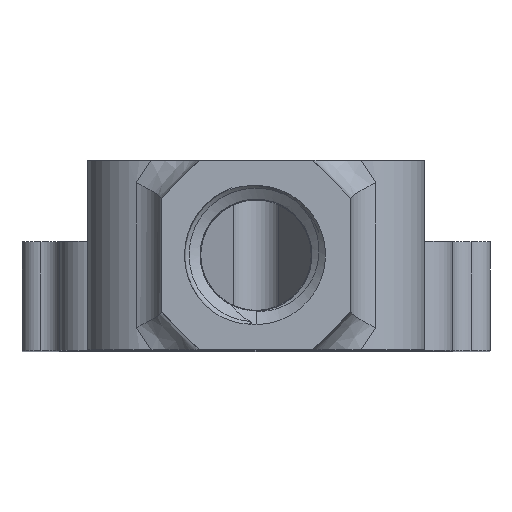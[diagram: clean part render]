
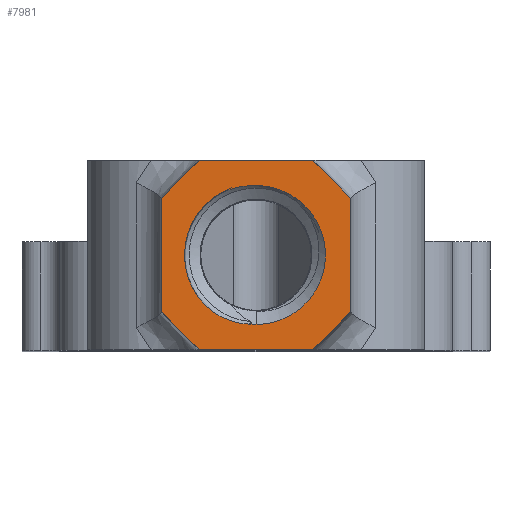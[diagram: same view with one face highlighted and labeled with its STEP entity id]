
A CAD part, top view. The second image highlights one B-rep face of the part: STEP entity #7981.
In plain terms, the highlighted planar face has unit normal (0, 0, 1).
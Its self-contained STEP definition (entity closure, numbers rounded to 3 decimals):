
#2106 = CARTESIAN_POINT ( 'NONE',  ( -9.595, 57.025, -55.459 ) ) ;
#2131 = DIRECTION ( 'NONE',  ( -0.707, 0.707, 0. ) ) ;
#2135 = CARTESIAN_POINT ( 'NONE',  ( -17.603, 59.025, -55.459 ) ) ;
#2141 = DIRECTION ( 'NONE',  ( -0.707, -0.707, 0. ) ) ;
#2153 = CARTESIAN_POINT ( 'NONE',  ( -14.998, 50.373, -55.459 ) ) ;
#2154 = CARTESIAN_POINT ( 'NONE',  ( -15.263, 50.383, -55.459 ) ) ;
#2155 = CARTESIAN_POINT ( 'NONE',  ( -14.599, 54.025, -55.459 ) ) ;
#2156 = DIRECTION ( 'NONE',  ( 0., 0., -1. ) ) ;
#2157 = DIRECTION ( 'NONE',  ( 0., -1., 0. ) ) ;
#2159 = CARTESIAN_POINT ( 'NONE',  ( -15.52, 50.425, -55.459 ) ) ;
#2160 = CARTESIAN_POINT ( 'NONE',  ( -16.024, 50.566, -55.459 ) ) ;
#2161 = CARTESIAN_POINT ( 'NONE',  ( -16.27, 50.667, -55.459 ) ) ;
#2162 = CARTESIAN_POINT ( 'NONE',  ( -16.729, 50.918, -55.459 ) ) ;
#2163 = CARTESIAN_POINT ( 'NONE',  ( -16.945, 51.07, -55.459 ) ) ;
#2164 = CARTESIAN_POINT ( 'NONE',  ( -17.338, 51.419, -55.459 ) ) ;
#2165 = CARTESIAN_POINT ( 'NONE',  ( -17.514, 51.614, -55.459 ) ) ;
#2166 = CARTESIAN_POINT ( 'NONE',  ( -17.667, 51.829, -55.459 ) ) ;
#2192 = CARTESIAN_POINT ( 'NONE',  ( -19.603, 60.027, -55.459 ) ) ;
#2193 = DIRECTION ( 'NONE',  ( 0., -1., 0. ) ) ;
#2393 = CARTESIAN_POINT ( 'NONE',  ( -9.595, 60.027, -55.459 ) ) ;
#2394 = DIRECTION ( 'NONE',  ( 0., 1., 0. ) ) ;
#2412 = CARTESIAN_POINT ( 'NONE',  ( -17.667, 56.222, -55.459 ) ) ;
#2413 = CARTESIAN_POINT ( 'NONE',  ( -17.513, 56.437, -55.459 ) ) ;
#2418 = CARTESIAN_POINT ( 'NONE',  ( -17.339, 56.631, -55.459 ) ) ;
#2419 = CARTESIAN_POINT ( 'NONE',  ( -16.948, 56.978, -55.459 ) ) ;
#2420 = CARTESIAN_POINT ( 'NONE',  ( -16.73, 57.132, -55.459 ) ) ;
#2421 = CARTESIAN_POINT ( 'NONE',  ( -16.272, 57.383, -55.459 ) ) ;
#2422 = CARTESIAN_POINT ( 'NONE',  ( -16.031, 57.482, -55.459 ) ) ;
#2423 = CARTESIAN_POINT ( 'NONE',  ( -15.522, 57.626, -55.459 ) ) ;
#2424 = CARTESIAN_POINT ( 'NONE',  ( -15.263, 57.667, -55.459 ) ) ;
#2425 = CARTESIAN_POINT ( 'NONE',  ( -14.998, 57.677, -55.459 ) ) ;
#2517 = CARTESIAN_POINT ( 'NONE',  ( -20.605, 59.025, -55.459 ) ) ;
#2518 = DIRECTION ( 'NONE',  ( -1., 0., 0. ) ) ;
#2572 = CARTESIAN_POINT ( 'NONE',  ( -20.605, 60.027, -55.459 ) ) ;
#2575 = PLANE ( 'NONE',  #5791 ) ;
#2576 = DIRECTION ( 'NONE',  ( 0., 0., 1. ) ) ;
#2577 = DIRECTION ( 'NONE',  ( 0., -1., 0. ) ) ;
#2999 = ORIENTED_EDGE ( 'NONE', *, *, #5148, .T. ) ;
#3000 = ORIENTED_EDGE ( 'NONE', *, *, #7928, .T. ) ;
#3001 = ORIENTED_EDGE ( 'NONE', *, *, #7865, .T. ) ;
#3002 = ORIENTED_EDGE ( 'NONE', *, *, #7869, .T. ) ;
#3003 = ORIENTED_EDGE ( 'NONE', *, *, #7902, .T. ) ;
#3004 = ORIENTED_EDGE ( 'NONE', *, *, #7903, .T. ) ;
#3005 = ORIENTED_EDGE ( 'NONE', *, *, #7898, .T. ) ;
#3006 = ORIENTED_EDGE ( 'NONE', *, *, #7908, .T. ) ;
#3007 = ORIENTED_EDGE ( 'NONE', *, *, #5055, .F. ) ;
#3008 = ORIENTED_EDGE ( 'NONE', *, *, #5056, .F. ) ;
#3009 = ORIENTED_EDGE ( 'NONE', *, *, #5057, .F. ) ;
#3010 = ORIENTED_EDGE ( 'NONE', *, *, #7923, .T. ) ;
#3011 = ORIENTED_EDGE ( 'NONE', *, *, #7894, .T. ) ;
#3012 = ORIENTED_EDGE ( 'NONE', *, *, #7941, .T. ) ;
#3133 = VERTEX_POINT ( 'NONE', #5239 ) ;
#3139 = VERTEX_POINT ( 'NONE', #5234 ) ;
#3145 = VERTEX_POINT ( 'NONE', #5277 ) ;
#3154 = VERTEX_POINT ( 'NONE', #5265 ) ;
#3157 = VERTEX_POINT ( 'NONE', #5268 ) ;
#3158 = VERTEX_POINT ( 'NONE', #5269 ) ;
#3165 = VERTEX_POINT ( 'NONE', #5286 ) ;
#3169 = VERTEX_POINT ( 'NONE', #5222 ) ;
#3257 = VERTEX_POINT ( 'NONE', #4845 ) ;
#3269 = VERTEX_POINT ( 'NONE', #5017 ) ;
#3270 = VERTEX_POINT ( 'NONE', #4869 ) ;
#3278 = VERTEX_POINT ( 'NONE', #4881 ) ;
#3284 = VERTEX_POINT ( 'NONE', #4902 ) ;
#3308 = VERTEX_POINT ( 'NONE', #4985 ) ;
#3349 = LINE ( 'NONE', #4904, #3353 ) ;
#3351 = LINE ( 'NONE', #4905, #3355 ) ;
#3352 = LINE ( 'NONE', #4907, #3357 ) ;
#3353 = VECTOR ( 'NONE', #4909, 1000. ) ;
#3355 = VECTOR ( 'NONE', #4895, 1000. ) ;
#3357 = VECTOR ( 'NONE', #4890, 1000. ) ;
#3416 = CIRCLE ( 'NONE', #5772, 3.674 ) ;
#4816 = EDGE_LOOP ( 'NONE', ( #3005, #3006, #3007, #3008, #3009, #3010, #3011, #3012 ) ) ;
#4845 = CARTESIAN_POINT ( 'NONE',  ( -9.595, 57.025, -55.459 ) ) ;
#4869 = CARTESIAN_POINT ( 'NONE',  ( -19.603, 51.025, -55.459 ) ) ;
#4881 = CARTESIAN_POINT ( 'NONE',  ( -17.603, 49.025, -55.459 ) ) ;
#4890 = DIRECTION ( 'NONE',  ( -0.707, -0.707, 0. ) ) ;
#4895 = DIRECTION ( 'NONE',  ( -1., 0., 0. ) ) ;
#4902 = CARTESIAN_POINT ( 'NONE',  ( -11.595, 49.025, -55.459 ) ) ;
#4904 = CARTESIAN_POINT ( 'NONE',  ( -17.402, 48.824, -55.459 ) ) ;
#4905 = CARTESIAN_POINT ( 'NONE',  ( -25.901, 49.025, -55.459 ) ) ;
#4907 = CARTESIAN_POINT ( 'NONE',  ( -9.394, 51.227, -55.459 ) ) ;
#4909 = DIRECTION ( 'NONE',  ( -0.707, 0.707, 0. ) ) ;
#4985 = CARTESIAN_POINT ( 'NONE',  ( -9.595, 51.025, -55.459 ) ) ;
#5017 = CARTESIAN_POINT ( 'NONE',  ( -14.998, 50.373, -55.459 ) ) ;
#5055 = EDGE_CURVE ( 'NONE', #3278, #3270, #3349, .T. ) ;
#5056 = EDGE_CURVE ( 'NONE', #3284, #3278, #3351, .T. ) ;
#5057 = EDGE_CURVE ( 'NONE', #3308, #3284, #3352, .T. ) ;
#5148 = EDGE_CURVE ( 'NONE', #3158, #3157, #6881, .T. ) ;
#5222 = CARTESIAN_POINT ( 'NONE',  ( -11.595, 59.025, -55.459 ) ) ;
#5234 = CARTESIAN_POINT ( 'NONE',  ( -14.599, 50.352, -55.459 ) ) ;
#5239 = CARTESIAN_POINT ( 'NONE',  ( -14.998, 57.677, -55.459 ) ) ;
#5265 = CARTESIAN_POINT ( 'NONE',  ( -19.603, 57.025, -55.459 ) ) ;
#5268 = CARTESIAN_POINT ( 'NONE',  ( -17.667, 56.222, -55.459 ) ) ;
#5269 = CARTESIAN_POINT ( 'NONE',  ( -17.667, 51.829, -55.459 ) ) ;
#5277 = CARTESIAN_POINT ( 'NONE',  ( -17.603, 59.025, -55.459 ) ) ;
#5286 = CARTESIAN_POINT ( 'NONE',  ( -14.599, 57.699, -55.459 ) ) ;
#5397 = B_SPLINE_CURVE_WITH_KNOTS ( 'NONE', 3,
 ( #2153, #2154, #2159, #2160, #2161, #2162, #2163, #2164, #2165, #2166 ),
 .UNSPECIFIED., .F., .F.,
 ( 4, 2, 2, 2, 4 ),
 ( 0., 0.001, 0.002, 0.002, 0.003 ),
 .UNSPECIFIED. ) ;
#5413 = B_SPLINE_CURVE_WITH_KNOTS ( 'NONE', 3,
 ( #2412, #2413, #2418, #2419, #2420, #2421, #2422, #2423, #2424, #2425 ),
 .UNSPECIFIED., .F., .F.,
 ( 4, 2, 2, 2, 4 ),
 ( 0., 0.001, 0.002, 0.002, 0.003 ),
 .UNSPECIFIED. ) ;
#5623 = CIRCLE ( 'NONE', #5773, 3.674 ) ;
#5643 = LINE ( 'NONE', #2106, #5648 ) ;
#5648 = VECTOR ( 'NONE', #2131, 1000. ) ;
#5651 = LINE ( 'NONE', #2135, #5654 ) ;
#5654 = VECTOR ( 'NONE', #2141, 1000. ) ;
#5655 = CIRCLE ( 'NONE', #5780, 3.674 ) ;
#5657 = LINE ( 'NONE', #2192, #5661 ) ;
#5658 = LINE ( 'NONE', #2393, #5671 ) ;
#5661 = VECTOR ( 'NONE', #2193, 1000. ) ;
#5671 = VECTOR ( 'NONE', #2394, 1000. ) ;
#5687 = LINE ( 'NONE', #2517, #5690 ) ;
#5690 = VECTOR ( 'NONE', #2518, 1000. ) ;
#5706 = FACE_OUTER_BOUND ( 'NONE', #4816, .T. ) ;
#5711 = FACE_BOUND ( 'NONE', #8095, .T. ) ;
#5772 = AXIS2_PLACEMENT_3D ( 'NONE', #6460, #6462, #6464 ) ;
#5773 = AXIS2_PLACEMENT_3D ( 'NONE', #6519, #6521, #6523 ) ;
#5780 = AXIS2_PLACEMENT_3D ( 'NONE', #2155, #2156, #2157 ) ;
#5791 = AXIS2_PLACEMENT_3D ( 'NONE', #2572, #2576, #2577 ) ;
#6460 = CARTESIAN_POINT ( 'NONE',  ( -14.599, 54.025, -55.459 ) ) ;
#6462 = DIRECTION ( 'NONE',  ( 0., 0., -1. ) ) ;
#6464 = DIRECTION ( 'NONE',  ( 0., -1., 0. ) ) ;
#6519 = CARTESIAN_POINT ( 'NONE',  ( -14.599, 54.025, -55.459 ) ) ;
#6521 = DIRECTION ( 'NONE',  ( 0., 0., -1. ) ) ;
#6523 = DIRECTION ( 'NONE',  ( 0., -1., 0. ) ) ;
#6654 = CARTESIAN_POINT ( 'NONE',  ( -14.599, 54.025, -55.459 ) ) ;
#6656 = DIRECTION ( 'NONE',  ( 0., 0., -1. ) ) ;
#6658 = DIRECTION ( 'NONE',  ( 0., -1., 0. ) ) ;
#6881 = CIRCLE ( 'NONE', #8025, 3.774 ) ;
#7865 = EDGE_CURVE ( 'NONE', #3133, #3165, #3416, .T. ) ;
#7869 = EDGE_CURVE ( 'NONE', #3165, #3139, #5623, .T. ) ;
#7894 = EDGE_CURVE ( 'NONE', #3257, #3169, #5643, .T. ) ;
#7898 = EDGE_CURVE ( 'NONE', #3145, #3154, #5651, .T. ) ;
#7902 = EDGE_CURVE ( 'NONE', #3139, #3269, #5655, .T. ) ;
#7903 = EDGE_CURVE ( 'NONE', #3269, #3158, #5397, .T. ) ;
#7908 = EDGE_CURVE ( 'NONE', #3154, #3270, #5657, .T. ) ;
#7923 = EDGE_CURVE ( 'NONE', #3308, #3257, #5658, .T. ) ;
#7928 = EDGE_CURVE ( 'NONE', #3157, #3133, #5413, .T. ) ;
#7941 = EDGE_CURVE ( 'NONE', #3169, #3145, #5687, .T. ) ;
#7981 = ADVANCED_FACE ( 'NONE', ( #5711, #5706 ), #2575, .T. ) ;
#8025 = AXIS2_PLACEMENT_3D ( 'NONE', #6654, #6656, #6658 ) ;
#8095 = EDGE_LOOP ( 'NONE', ( #2999, #3000, #3001, #3002, #3003, #3004 ) ) ;
